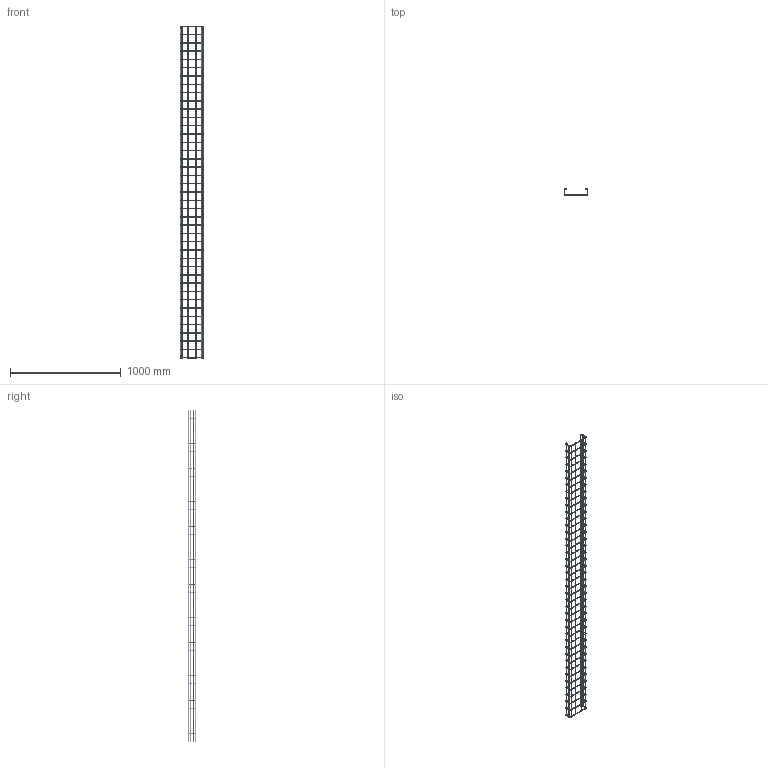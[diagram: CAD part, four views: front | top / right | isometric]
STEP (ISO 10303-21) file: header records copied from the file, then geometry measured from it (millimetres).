
FILE_DESCRIPTION(/* description */ (''),/* implementation_level */ '2;1');
FILE_NAME(/* name */ '6017444',/* time_stamp */ '2013-12-16T13:50:55+01:00',/* author */ (''),/* organization */ (''),/* preprocessor_version */ 'ST-DEVELOPER v15',/* originating_system */ '',/* authorisation */ '');
FILE_SCHEMA (('AUTOMOTIVE_DESIGN'));
Products named in the file (1): Document
Bounding box: 216.6 x 66.6 x 3004.4 mm (x, y, z)
Volume: 664747 mm3; surface area: 600889.3 mm2
Topology: 1 solids, 1 shells, 860 faces, 3340 edges, 2008 vertices
Faces by surface type: bspline 758, plane 102
Entity records: 115944 total; most frequent: CARTESIAN_POINT 99365, ORIENTED_EDGE 6680, EDGE_CURVE 3340, VERTEX_POINT 2008, B_SPLINE_CURVE_WITH_KNOTS 1148, EDGE_LOOP 1106, ADVANCED_FACE 860, FACE_OUTER_BOUND 860
